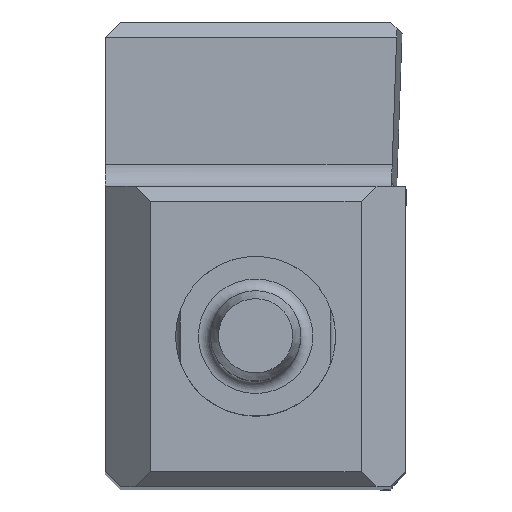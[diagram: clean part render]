
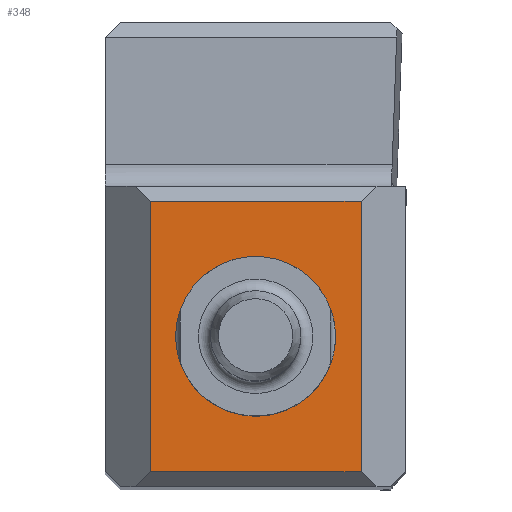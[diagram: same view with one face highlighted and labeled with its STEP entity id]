
A CAD part, top view. The second image highlights one B-rep face of the part: STEP entity #348.
In plain terms, the highlighted planar face has unit normal (0, 0, 1).
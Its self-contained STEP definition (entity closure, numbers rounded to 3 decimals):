
#121=FACE_BOUND('',#481,.T.);
#122=FACE_BOUND('',#482,.T.);
#147=LINE('',#1446,#247);
#148=LINE('',#1449,#248);
#149=LINE('',#1451,#249);
#150=LINE('',#1453,#250);
#247=VECTOR('',#1180,1.);
#248=VECTOR('',#1181,1.);
#249=VECTOR('',#1182,1.);
#250=VECTOR('',#1183,1.);
#348=ADVANCED_FACE('',(#121,#122),#401,.F.);
#401=PLANE('',#1091);
#481=EDGE_LOOP('',(#547,#548,#549,#550));
#482=EDGE_LOOP('',(#551));
#547=ORIENTED_EDGE('',*,*,#881,.T.);
#548=ORIENTED_EDGE('',*,*,#882,.T.);
#549=ORIENTED_EDGE('',*,*,#883,.T.);
#550=ORIENTED_EDGE('',*,*,#884,.T.);
#551=ORIENTED_EDGE('',*,*,#885,.T.);
#795=VERTEX_POINT('',#1447);
#796=VERTEX_POINT('',#1448);
#797=VERTEX_POINT('',#1450);
#798=VERTEX_POINT('',#1452);
#799=VERTEX_POINT('',#1455);
#881=EDGE_CURVE('',#795,#796,#147,.T.);
#882=EDGE_CURVE('',#796,#797,#148,.T.);
#883=EDGE_CURVE('',#797,#798,#149,.T.);
#884=EDGE_CURVE('',#798,#795,#150,.T.);
#885=EDGE_CURVE('',#799,#799,#1005,.T.);
#1005=CIRCLE('',#1090,2.65);
#1090=AXIS2_PLACEMENT_3D('',#1454,#1184,#1185);
#1091=AXIS2_PLACEMENT_3D('',#1456,#1186,#1187);
#1180=DIRECTION('',(0.,1.,0.));
#1181=DIRECTION('',(-1.,0.,0.));
#1182=DIRECTION('',(0.,-1.,0.));
#1183=DIRECTION('',(1.,0.,0.));
#1184=DIRECTION('',(0.,0.,-1.));
#1185=DIRECTION('',(0.,1.,0.));
#1186=DIRECTION('',(0.,0.,-1.));
#1187=DIRECTION('',(0.,-1.,0.));
#1446=CARTESIAN_POINT('',(-1.487,0.,0.));
#1447=CARTESIAN_POINT('',(-1.487,0.5,0.));
#1448=CARTESIAN_POINT('',(-1.487,9.475,0.));
#1449=CARTESIAN_POINT('',(-9.975,9.475,0.));
#1450=CARTESIAN_POINT('',(-8.488,9.475,0.));
#1451=CARTESIAN_POINT('',(-8.488,0.,0.));
#1452=CARTESIAN_POINT('',(-8.488,0.5,0.));
#1453=CARTESIAN_POINT('',(-9.975,0.5,0.));
#1454=CARTESIAN_POINT('',(-4.988,4.988,0.));
#1455=CARTESIAN_POINT('',(-4.988,7.638,0.));
#1456=CARTESIAN_POINT('',(-9.975,0.,0.));
